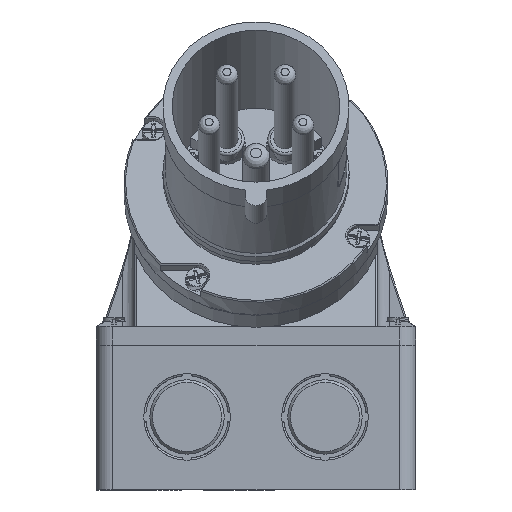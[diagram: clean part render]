
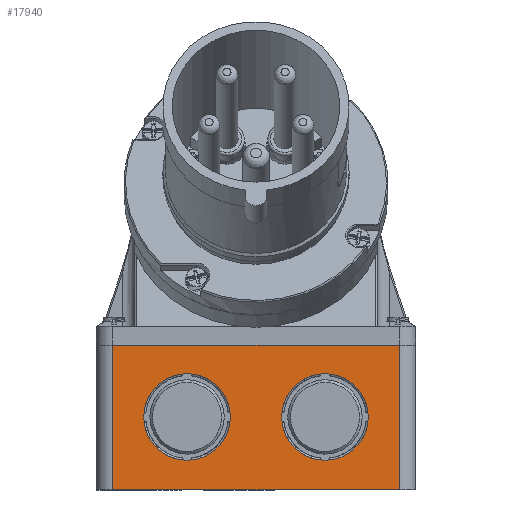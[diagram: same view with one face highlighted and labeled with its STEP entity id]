
A CAD part, front view. The second image highlights one B-rep face of the part: STEP entity #17940.
In plain terms, the highlighted planar face has unit normal (0, -1, 0).
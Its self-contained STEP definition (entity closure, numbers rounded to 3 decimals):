
#1148=FACE_BOUND('',#3220,.T.);
#1149=FACE_BOUND('',#3221,.T.);
#1482=CIRCLE('',#19228,16.);
#1483=CIRCLE('',#19229,16.);
#2192=FACE_OUTER_BOUND('',#3219,.T.);
#3219=EDGE_LOOP('',(#13462,#13463,#13464,#13465));
#3220=EDGE_LOOP('',(#13466));
#3221=EDGE_LOOP('',(#13467));
#4677=LINE('',#28796,#6044);
#4678=LINE('',#28799,#6045);
#4679=LINE('',#28801,#6046);
#4680=LINE('',#28802,#6047);
#6044=VECTOR('',#22288,10.);
#6045=VECTOR('',#22291,10.);
#6046=VECTOR('',#22292,10.);
#6047=VECTOR('',#22293,10.);
#7464=VERTEX_POINT('',#28792);
#7465=VERTEX_POINT('',#28794);
#7466=VERTEX_POINT('',#28798);
#7467=VERTEX_POINT('',#28800);
#7468=VERTEX_POINT('',#28803);
#7469=VERTEX_POINT('',#28805);
#9605=EDGE_CURVE('',#7464,#7465,#4677,.T.);
#9606=EDGE_CURVE('',#7466,#7464,#4678,.T.);
#9607=EDGE_CURVE('',#7467,#7465,#4679,.T.);
#9608=EDGE_CURVE('',#7466,#7467,#4680,.T.);
#9609=EDGE_CURVE('',#7468,#7468,#1482,.T.);
#9610=EDGE_CURVE('',#7469,#7469,#1483,.T.);
#13462=ORIENTED_EDGE('',*,*,#9606,.T.);
#13463=ORIENTED_EDGE('',*,*,#9605,.T.);
#13464=ORIENTED_EDGE('',*,*,#9607,.F.);
#13465=ORIENTED_EDGE('',*,*,#9608,.F.);
#13466=ORIENTED_EDGE('',*,*,#9609,.F.);
#13467=ORIENTED_EDGE('',*,*,#9610,.F.);
#16262=PLANE('',#19227);
#17940=ADVANCED_FACE('',(#2192,#1148,#1149),#16262,.T.);
#19227=AXIS2_PLACEMENT_3D('',#28797,#22289,#22290);
#19228=AXIS2_PLACEMENT_3D('',#28804,#22294,#22295);
#19229=AXIS2_PLACEMENT_3D('',#28806,#22296,#22297);
#22288=DIRECTION('',(0.,0.,-1.));
#22289=DIRECTION('center_axis',(0.,-1.,0.));
#22290=DIRECTION('ref_axis',(-1.,0.,0.));
#22291=DIRECTION('',(-1.,0.,0.));
#22292=DIRECTION('',(-1.,0.,0.));
#22293=DIRECTION('',(0.,0.,-1.));
#22294=DIRECTION('center_axis',(0.,-1.,0.));
#22295=DIRECTION('ref_axis',(1.,0.,0.));
#22296=DIRECTION('center_axis',(0.,-1.,0.));
#22297=DIRECTION('ref_axis',(1.,0.,0.));
#28792=CARTESIAN_POINT('',(-53.,-85.,-0.01));
#28794=CARTESIAN_POINT('',(-53.,-85.,-53.5));
#28796=CARTESIAN_POINT('',(-53.,-85.,0.));
#28797=CARTESIAN_POINT('Origin',(53.,-85.,0.));
#28798=CARTESIAN_POINT('',(53.,-85.,-0.01));
#28799=CARTESIAN_POINT('',(26.5,-85.,-0.01));
#28800=CARTESIAN_POINT('',(53.,-85.,-53.5));
#28801=CARTESIAN_POINT('',(26.5,-85.,-53.5));
#28802=CARTESIAN_POINT('',(53.,-85.,0.));
#28803=CARTESIAN_POINT('',(-41.5,-85.,-26.5));
#28804=CARTESIAN_POINT('Origin',(-25.5,-85.,-26.5));
#28805=CARTESIAN_POINT('',(9.5,-85.,-26.5));
#28806=CARTESIAN_POINT('Origin',(25.5,-85.,-26.5));
